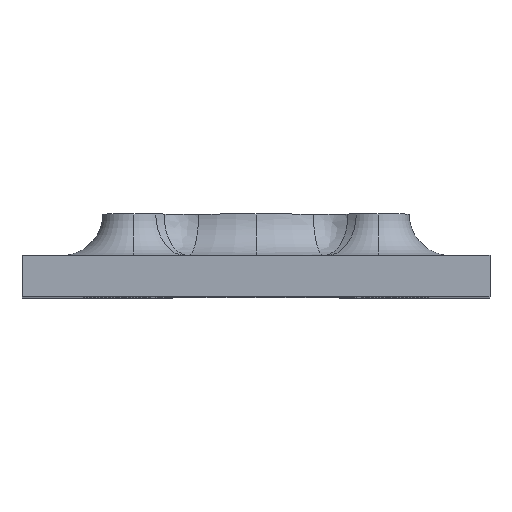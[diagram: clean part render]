
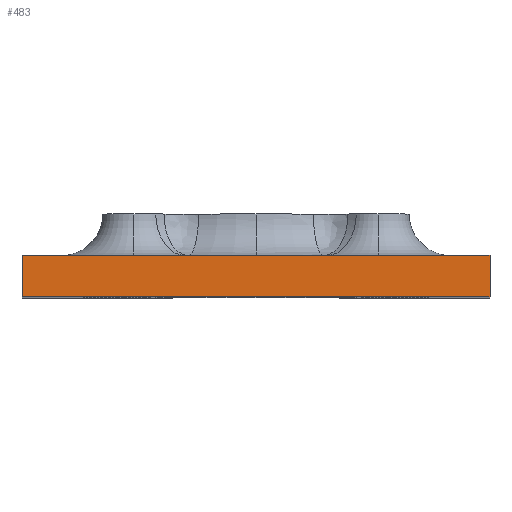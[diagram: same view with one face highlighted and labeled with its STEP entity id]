
A CAD part, top view. The second image highlights one B-rep face of the part: STEP entity #483.
In plain terms, the highlighted planar face has unit normal (0, 0, 1).
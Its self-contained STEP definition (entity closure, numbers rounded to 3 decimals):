
#87 = EDGE_CURVE ( 'NONE', #1438, #710, #2546, .T. ) ;
#182 = CARTESIAN_POINT ( 'NONE',  ( -45., 0., 60. ) ) ;
#189 = EDGE_CURVE ( 'NONE', #2648, #959, #2995, .T. ) ;
#483 = ADVANCED_FACE ( 'NONE', ( #3045 ), #2511, .F. ) ;
#517 = VECTOR ( 'NONE', #611, 1000. ) ;
#611 = DIRECTION ( 'NONE',  ( 0., -1., 0. ) ) ;
#666 = ORIENTED_EDGE ( 'NONE', *, *, #189, .T. ) ;
#705 = EDGE_CURVE ( 'NONE', #2648, #1438, #966, .T. ) ;
#710 = VERTEX_POINT ( 'NONE', #1950 ) ;
#759 = CARTESIAN_POINT ( 'NONE',  ( -45., 8., 60. ) ) ;
#915 = DIRECTION ( 'NONE',  ( 1., 0., 0. ) ) ;
#959 = VERTEX_POINT ( 'NONE', #2726 ) ;
#966 = LINE ( 'NONE', #1456, #2415 ) ;
#1076 = AXIS2_PLACEMENT_3D ( 'NONE', #1568, #3081, #2042 ) ;
#1408 = ORIENTED_EDGE ( 'NONE', *, *, #87, .F. ) ;
#1438 = VERTEX_POINT ( 'NONE', #2986 ) ;
#1456 = CARTESIAN_POINT ( 'NONE',  ( -45., 8., 60. ) ) ;
#1568 = CARTESIAN_POINT ( 'NONE',  ( -45., 8., 60. ) ) ;
#1619 = CARTESIAN_POINT ( 'NONE',  ( -45., 8., 60. ) ) ;
#1624 = CARTESIAN_POINT ( 'NONE',  ( 45., 8., 60. ) ) ;
#1647 = EDGE_CURVE ( 'NONE', #959, #710, #3164, .T. ) ;
#1950 = CARTESIAN_POINT ( 'NONE',  ( 45., 0., 60. ) ) ;
#2037 = ORIENTED_EDGE ( 'NONE', *, *, #1647, .T. ) ;
#2042 = DIRECTION ( 'NONE',  ( -1., 0., 0. ) ) ;
#2211 = DIRECTION ( 'NONE',  ( 1., 0., 0. ) ) ;
#2259 = ORIENTED_EDGE ( 'NONE', *, *, #705, .F. ) ;
#2415 = VECTOR ( 'NONE', #2211, 1000. ) ;
#2511 = PLANE ( 'NONE',  #1076 ) ;
#2546 = LINE ( 'NONE', #1624, #517 ) ;
#2549 = VECTOR ( 'NONE', #915, 1000. ) ;
#2648 = VERTEX_POINT ( 'NONE', #759 ) ;
#2726 = CARTESIAN_POINT ( 'NONE',  ( -45., 0., 60. ) ) ;
#2975 = VECTOR ( 'NONE', #3105, 1000. ) ;
#2986 = CARTESIAN_POINT ( 'NONE',  ( 45., 8., 60. ) ) ;
#2995 = LINE ( 'NONE', #1619, #2975 ) ;
#3007 = EDGE_LOOP ( 'NONE', ( #2037, #1408, #2259, #666 ) ) ;
#3045 = FACE_OUTER_BOUND ( 'NONE', #3007, .T. ) ;
#3081 = DIRECTION ( 'NONE',  ( 0., 0., -1. ) ) ;
#3105 = DIRECTION ( 'NONE',  ( 0., -1., 0. ) ) ;
#3164 = LINE ( 'NONE', #182, #2549 ) ;
